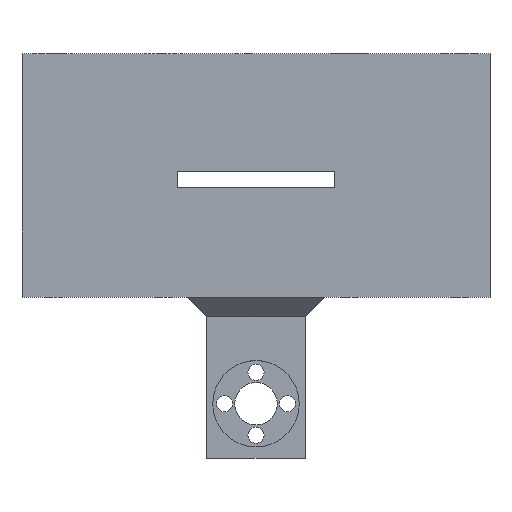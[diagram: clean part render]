
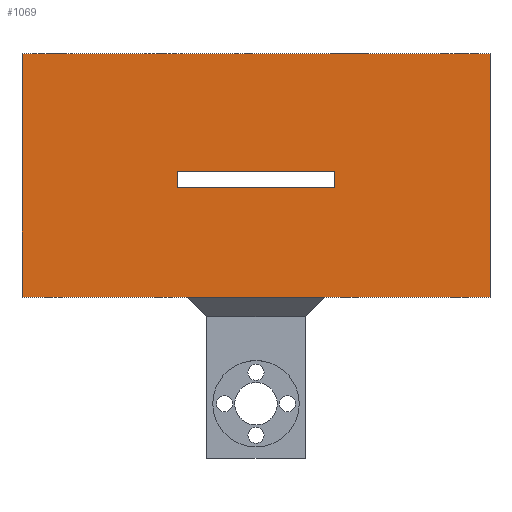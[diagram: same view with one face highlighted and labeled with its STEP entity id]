
A CAD part, top view. The second image highlights one B-rep face of the part: STEP entity #1069.
In plain terms, the highlighted planar face has unit normal (0, 0, 1).
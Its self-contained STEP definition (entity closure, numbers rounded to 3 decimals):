
#69=FACE_BOUND('',#278,.T.);
#190=FACE_OUTER_BOUND('',#277,.T.);
#277=EDGE_LOOP('',(#955,#956,#957,#958));
#278=EDGE_LOOP('',(#959,#960,#961,#962));
#300=LINE('',#1541,#385);
#302=LINE('',#1547,#387);
#313=LINE('',#1577,#398);
#317=LINE('',#1590,#402);
#348=LINE('',#1686,#433);
#371=LINE('',#1801,#456);
#372=LINE('',#1804,#457);
#373=LINE('',#1805,#458);
#385=VECTOR('',#1218,10.);
#387=VECTOR('',#1224,10.);
#398=VECTOR('',#1251,10.);
#402=VECTOR('',#1267,10.);
#433=VECTOR('',#1360,10.);
#456=VECTOR('',#1505,10.);
#457=VECTOR('',#1508,10.);
#458=VECTOR('',#1509,10.);
#470=VERTEX_POINT('',#1538);
#471=VERTEX_POINT('',#1540);
#473=VERTEX_POINT('',#1546);
#484=VERTEX_POINT('',#1576);
#520=VERTEX_POINT('',#1682);
#521=VERTEX_POINT('',#1684);
#552=VERTEX_POINT('',#1799);
#553=VERTEX_POINT('',#1803);
#564=EDGE_CURVE('',#471,#470,#300,.T.);
#567=EDGE_CURVE('',#473,#471,#302,.T.);
#583=EDGE_CURVE('',#484,#473,#313,.T.);
#592=EDGE_CURVE('',#470,#484,#317,.T.);
#640=EDGE_CURVE('',#521,#520,#348,.T.);
#693=EDGE_CURVE('',#552,#520,#371,.T.);
#694=EDGE_CURVE('',#553,#552,#372,.T.);
#695=EDGE_CURVE('',#553,#521,#373,.T.);
#955=ORIENTED_EDGE('',*,*,#694,.T.);
#956=ORIENTED_EDGE('',*,*,#693,.T.);
#957=ORIENTED_EDGE('',*,*,#640,.F.);
#958=ORIENTED_EDGE('',*,*,#695,.F.);
#959=ORIENTED_EDGE('',*,*,#564,.T.);
#960=ORIENTED_EDGE('',*,*,#592,.T.);
#961=ORIENTED_EDGE('',*,*,#583,.T.);
#962=ORIENTED_EDGE('',*,*,#567,.T.);
#1013=PLANE('',#1197);
#1069=ADVANCED_FACE('',(#190,#69),#1013,.T.);
#1197=AXIS2_PLACEMENT_3D('',#1802,#1506,#1507);
#1218=DIRECTION('',(0.,1.,0.));
#1224=DIRECTION('',(-1.,0.,0.));
#1251=DIRECTION('',(0.,-1.,0.));
#1267=DIRECTION('',(1.,0.,0.));
#1360=DIRECTION('',(1.,0.,0.));
#1505=DIRECTION('',(0.,1.,0.));
#1506=DIRECTION('center_axis',(0.,0.,1.));
#1507=DIRECTION('ref_axis',(1.,0.,0.));
#1508=DIRECTION('',(1.,0.,0.));
#1509=DIRECTION('',(0.,1.,0.));
#1538=CARTESIAN_POINT('',(37.5,32.,36.));
#1540=CARTESIAN_POINT('',(37.5,28.,36.));
#1541=CARTESIAN_POINT('',(37.5,16.,36.));
#1546=CARTESIAN_POINT('',(77.5,28.,36.));
#1547=CARTESIAN_POINT('',(17.725,28.,36.));
#1576=CARTESIAN_POINT('',(77.5,32.,36.));
#1577=CARTESIAN_POINT('',(77.5,14.,36.));
#1590=CARTESIAN_POINT('',(37.725,32.,36.));
#1682=CARTESIAN_POINT('',(117.05,62.,36.));
#1684=CARTESIAN_POINT('',(-2.05,62.,36.));
#1686=CARTESIAN_POINT('',(-2.05,62.,36.));
#1799=CARTESIAN_POINT('',(117.05,0.,36.));
#1801=CARTESIAN_POINT('',(117.05,0.,36.));
#1802=CARTESIAN_POINT('Origin',(-2.05,0.,36.));
#1803=CARTESIAN_POINT('',(-2.05,0.,36.));
#1804=CARTESIAN_POINT('',(-2.05,0.,36.));
#1805=CARTESIAN_POINT('',(-2.05,0.,36.));
